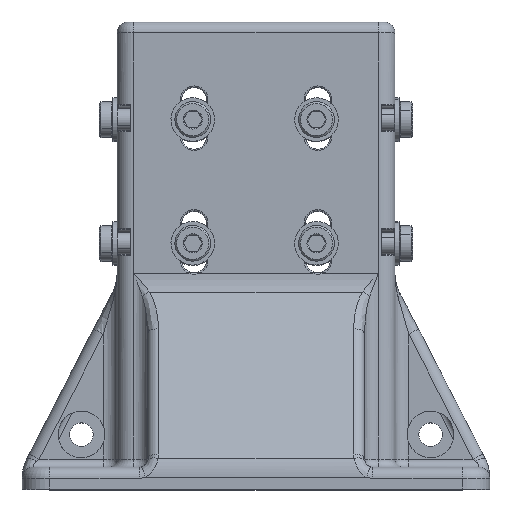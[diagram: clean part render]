
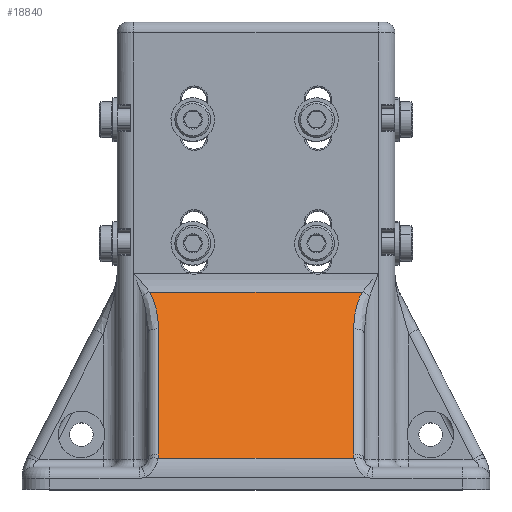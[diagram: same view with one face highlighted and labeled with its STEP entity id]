
A CAD part, top view. The second image highlights one B-rep face of the part: STEP entity #18840.
In plain terms, the highlighted planar face has unit normal (0, 0.458, 0.889).
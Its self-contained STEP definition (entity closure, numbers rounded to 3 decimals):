
#120 = VERTEX_POINT ( 'NONE', #10297 ) ;
#253 = EDGE_CURVE ( 'NONE', #8142, #13727, #13874, .T. ) ;
#688 = CARTESIAN_POINT ( 'NONE',  ( 14.114, -41.561, 138.403 ) ) ;
#761 = VERTEX_POINT ( 'NONE', #10384 ) ;
#1430 = CARTESIAN_POINT ( 'NONE',  ( -58.028, -98.953, 167.955 ) ) ;
#1795 =( BOUNDED_CURVE ( )  B_SPLINE_CURVE ( 3, ( #4863, #20664, #688, #19599 ),
 .UNSPECIFIED., .F., .T. ) 
 B_SPLINE_CURVE_WITH_KNOTS ( ( 4, 4 ),
 ( 1.571, 2.443 ),
 .UNSPECIFIED. ) 
 CURVE ( )  GEOMETRIC_REPRESENTATION_ITEM ( )  RATIONAL_B_SPLINE_CURVE ( ( 1., 0.938, 0.938, 1. ) ) 
 REPRESENTATION_ITEM ( '' )  );
#1936 = VECTOR ( 'NONE', #9401, 1000. ) ;
#2645 = DIRECTION ( 'NONE',  ( 0., -0.458, -0.889 ) ) ;
#3041 = CARTESIAN_POINT ( 'NONE',  ( -58.028, -97.122, 167.012 ) ) ;
#4555 = LINE ( 'NONE', #1430, #1936 ) ;
#4599 = CARTESIAN_POINT ( 'NONE',  ( -58.213, -98.721, 167.836 ) ) ;
#4657 = ORIENTED_EDGE ( 'NONE', *, *, #15530, .T. ) ;
#4863 = CARTESIAN_POINT ( 'NONE',  ( 12.972, -51.569, 143.556 ) ) ;
#4965 = VERTEX_POINT ( 'NONE', #7463 ) ;
#4984 = DIRECTION ( 'NONE',  ( 0., 0.889, -0.458 ) ) ;
#5673 = CARTESIAN_POINT ( 'NONE',  ( 12.972, -51.569, 143.556 ) ) ;
#6339 = AXIS2_PLACEMENT_3D ( 'NONE', #16957, #2645, #15359 ) ;
#6950 = CARTESIAN_POINT ( 'NONE',  ( -58.028, -46.319, 140.853 ) ) ;
#7165 = CARTESIAN_POINT ( 'NONE',  ( -61.24, -38.185, 136.664 ) ) ;
#7221 = LINE ( 'NONE', #13638, #15961 ) ;
#7290 = ORIENTED_EDGE ( 'NONE', *, *, #8020, .T. ) ;
#7376 = CARTESIAN_POINT ( 'NONE',  ( 13.157, -98.721, 167.836 ) ) ;
#7463 = CARTESIAN_POINT ( 'NONE',  ( -58.213, -98.721, 167.836 ) ) ;
#7760 = CARTESIAN_POINT ( 'NONE',  ( -58.09, -98.196, 167.566 ) ) ;
#7865 = CARTESIAN_POINT ( 'NONE',  ( -58.028, -97.661, 167.29 ) ) ;
#8020 = EDGE_CURVE ( 'NONE', #8647, #9990, #1795, .T. ) ;
#8025 = LINE ( 'NONE', #19617, #11046 ) ;
#8142 = VERTEX_POINT ( 'NONE', #13048 ) ;
#8206 = ORIENTED_EDGE ( 'NONE', *, *, #253, .T. ) ;
#8647 = VERTEX_POINT ( 'NONE', #5673 ) ;
#9145 = ORIENTED_EDGE ( 'NONE', *, *, #15785, .T. ) ;
#9401 = DIRECTION ( 'NONE',  ( 0., -0.889, 0.458 ) ) ;
#9424 = ORIENTED_EDGE ( 'NONE', *, *, #20525, .T. ) ;
#9990 = VERTEX_POINT ( 'NONE', #13205 ) ;
#10205 = ORIENTED_EDGE ( 'NONE', *, *, #18985, .T. ) ;
#10297 = CARTESIAN_POINT ( 'NONE',  ( 13.157, -98.721, 167.836 ) ) ;
#10299 = EDGE_CURVE ( 'NONE', #4965, #120, #7221, .T. ) ;
#10384 = CARTESIAN_POINT ( 'NONE',  ( -58.028, -97.122, 167.012 ) ) ;
#11046 = VECTOR ( 'NONE', #4984, 1000. ) ;
#11928 = ORIENTED_EDGE ( 'NONE', *, *, #10299, .T. ) ;
#12297 = CARTESIAN_POINT ( 'NONE',  ( 12.972, -97.661, 167.29 ) ) ;
#13048 = CARTESIAN_POINT ( 'NONE',  ( -61.24, -38.185, 136.664 ) ) ;
#13205 = CARTESIAN_POINT ( 'NONE',  ( 16.184, -38.185, 136.664 ) ) ;
#13291 = DIRECTION ( 'NONE',  ( -1., 0., 0. ) ) ;
#13584 = CARTESIAN_POINT ( 'NONE',  ( -58.028, -51.569, 143.556 ) ) ;
#13638 = CARTESIAN_POINT ( 'NONE',  ( 13.647, -98.721, 167.836 ) ) ;
#13727 = VERTEX_POINT ( 'NONE', #17927 ) ;
#13795 = CARTESIAN_POINT ( 'NONE',  ( 13.034, -98.196, 167.566 ) ) ;
#13874 =( BOUNDED_CURVE ( )  B_SPLINE_CURVE ( 3, ( #7165, #16742, #6950, #13584 ),
 .UNSPECIFIED., .F., .T. ) 
 B_SPLINE_CURVE_WITH_KNOTS ( ( 4, 4 ),
 ( 3.84, 4.712 ),
 .UNSPECIFIED. ) 
 CURVE ( )  GEOMETRIC_REPRESENTATION_ITEM ( )  RATIONAL_B_SPLINE_CURVE ( ( 1., 0.938, 0.938, 1. ) ) 
 REPRESENTATION_ITEM ( '' )  );
#14827 =( BOUNDED_CURVE ( )  B_SPLINE_CURVE ( 3, ( #7376, #13795, #12297, #18738 ),
 .UNSPECIFIED., .F., .T. ) 
 B_SPLINE_CURVE_WITH_KNOTS ( ( 4, 4 ),
 ( 4.482, 4.712 ),
 .UNSPECIFIED. ) 
 CURVE ( )  GEOMETRIC_REPRESENTATION_ITEM ( )  RATIONAL_B_SPLINE_CURVE ( ( 1., 0.996, 0.996, 1. ) ) 
 REPRESENTATION_ITEM ( '' )  );
#15359 = DIRECTION ( 'NONE',  ( -1., 0., 0. ) ) ;
#15530 = EDGE_CURVE ( 'NONE', #13727, #761, #4555, .T. ) ;
#15785 = EDGE_CURVE ( 'NONE', #9990, #8142, #18038, .T. ) ;
#15961 = VECTOR ( 'NONE', #17008, 1000. ) ;
#16043 = VECTOR ( 'NONE', #13291, 1000. ) ;
#16104 = CARTESIAN_POINT ( 'NONE',  ( 12.972, -97.122, 167.012 ) ) ;
#16151 =( BOUNDED_CURVE ( )  B_SPLINE_CURVE ( 3, ( #3041, #7865, #7760, #4599 ),
 .UNSPECIFIED., .F., .T. ) 
 B_SPLINE_CURVE_WITH_KNOTS ( ( 4, 4 ),
 ( 1.571, 1.801 ),
 .UNSPECIFIED. ) 
 CURVE ( )  GEOMETRIC_REPRESENTATION_ITEM ( )  RATIONAL_B_SPLINE_CURVE ( ( 1., 0.996, 0.996, 1. ) ) 
 REPRESENTATION_ITEM ( '' )  );
#16742 = CARTESIAN_POINT ( 'NONE',  ( -59.17, -41.561, 138.403 ) ) ;
#16957 = CARTESIAN_POINT ( 'NONE',  ( 72.541, -121.506, 179.569 ) ) ;
#17008 = DIRECTION ( 'NONE',  ( 1., 0., 0. ) ) ;
#17927 = CARTESIAN_POINT ( 'NONE',  ( -58.028, -51.569, 143.556 ) ) ;
#18038 = LINE ( 'NONE', #19720, #16043 ) ;
#18163 = ORIENTED_EDGE ( 'NONE', *, *, #19900, .T. ) ;
#18548 = VERTEX_POINT ( 'NONE', #16104 ) ;
#18738 = CARTESIAN_POINT ( 'NONE',  ( 12.972, -97.122, 167.012 ) ) ;
#18840 = ADVANCED_FACE ( 'NONE', ( #20410 ), #20320, .F. ) ;
#18985 = EDGE_CURVE ( 'NONE', #761, #4965, #16151, .T. ) ;
#19599 = CARTESIAN_POINT ( 'NONE',  ( 16.184, -38.185, 136.664 ) ) ;
#19617 = CARTESIAN_POINT ( 'NONE',  ( 12.972, -44.663, 140. ) ) ;
#19688 = EDGE_LOOP ( 'NONE', ( #10205, #11928, #9424, #18163, #7290, #9145, #8206, #4657 ) ) ;
#19720 = CARTESIAN_POINT ( 'NONE',  ( -67.028, -38.185, 136.664 ) ) ;
#19900 = EDGE_CURVE ( 'NONE', #18548, #8647, #8025, .T. ) ;
#20320 = PLANE ( 'NONE',  #6339 ) ;
#20410 = FACE_OUTER_BOUND ( 'NONE', #19688, .T. ) ;
#20525 = EDGE_CURVE ( 'NONE', #120, #18548, #14827, .T. ) ;
#20664 = CARTESIAN_POINT ( 'NONE',  ( 12.972, -46.319, 140.853 ) ) ;
